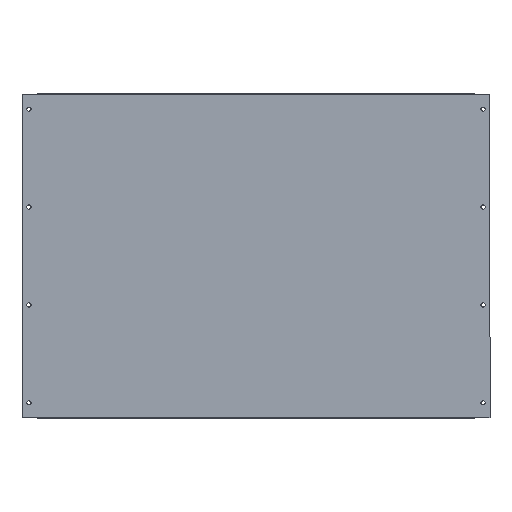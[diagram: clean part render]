
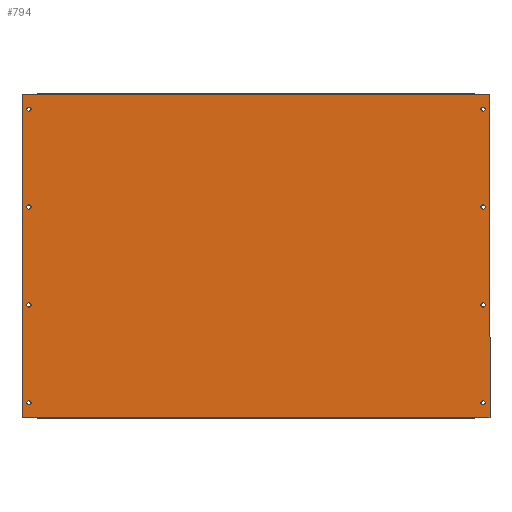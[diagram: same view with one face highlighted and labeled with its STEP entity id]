
A CAD part, top view. The second image highlights one B-rep face of the part: STEP entity #794.
In plain terms, the highlighted planar face has unit normal (0, 0, 1).
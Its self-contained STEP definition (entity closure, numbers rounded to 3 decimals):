
#2 = DIRECTION ( 'NONE',  ( 1., 0., 0. ) ) ;
#5 = LINE ( 'NONE', #482, #28 ) ;
#20 = DIRECTION ( 'NONE',  ( 0., -1., 0. ) ) ;
#24 = VERTEX_POINT ( 'NONE', #1006 ) ;
#26 = ORIENTED_EDGE ( 'NONE', *, *, #615, .T. ) ;
#28 = VECTOR ( 'NONE', #806, 1000. ) ;
#32 = AXIS2_PLACEMENT_3D ( 'NONE', #787, #778, #773 ) ;
#33 = AXIS2_PLACEMENT_3D ( 'NONE', #310, #795, #234 ) ;
#48 = VECTOR ( 'NONE', #154, 1000. ) ;
#49 = DIRECTION ( 'NONE',  ( -1., 0., 0. ) ) ;
#59 = EDGE_CURVE ( 'NONE', #270, #689, #5, .T. ) ;
#66 = AXIS2_PLACEMENT_3D ( 'NONE', #686, #582, #139 ) ;
#76 = CARTESIAN_POINT ( 'NONE',  ( 10.6, 472.5, 0. ) ) ;
#77 = EDGE_LOOP ( 'NONE', ( #973 ) ) ;
#83 = CARTESIAN_POINT ( 'NONE',  ( 10.6, 22.5, 0. ) ) ;
#84 = FACE_BOUND ( 'NONE', #733, .T. ) ;
#105 = FACE_BOUND ( 'NONE', #166, .T. ) ;
#106 = CIRCLE ( 'NONE', #186, 3.25 ) ;
#113 = VERTEX_POINT ( 'NONE', #799 ) ;
#119 = DIRECTION ( 'NONE',  ( 0., 0., -1. ) ) ;
#128 = EDGE_CURVE ( 'NONE', #426, #426, #581, .T. ) ;
#130 = VECTOR ( 'NONE', #349, 1000. ) ;
#139 = DIRECTION ( 'NONE',  ( -1., 0., 0. ) ) ;
#148 = DIRECTION ( 'NONE',  ( -1., 0., 0. ) ) ;
#149 = CARTESIAN_POINT ( 'NONE',  ( 693.5, 0., 0. ) ) ;
#150 = ORIENTED_EDGE ( 'NONE', *, *, #271, .T. ) ;
#154 = DIRECTION ( 'NONE',  ( -1., 0., 0. ) ) ;
#157 = EDGE_CURVE ( 'NONE', #217, #217, #972, .T. ) ;
#166 = EDGE_LOOP ( 'NONE', ( #920 ) ) ;
#179 = ORIENTED_EDGE ( 'NONE', *, *, #59, .T. ) ;
#183 = AXIS2_PLACEMENT_3D ( 'NONE', #76, #119, #148 ) ;
#186 = AXIS2_PLACEMENT_3D ( 'NONE', #344, #1007, #49 ) ;
#194 = VERTEX_POINT ( 'NONE', #425 ) ;
#214 = AXIS2_PLACEMENT_3D ( 'NONE', #338, #1016, #415 ) ;
#215 = EDGE_LOOP ( 'NONE', ( #801 ) ) ;
#217 = VERTEX_POINT ( 'NONE', #411 ) ;
#218 = ORIENTED_EDGE ( 'NONE', *, *, #438, .T. ) ;
#219 = CIRCLE ( 'NONE', #661, 3.25 ) ;
#222 = VERTEX_POINT ( 'NONE', #544 ) ;
#224 = EDGE_CURVE ( 'NONE', #956, #113, #242, .T. ) ;
#233 = EDGE_CURVE ( 'NONE', #24, #24, #889, .T. ) ;
#234 = DIRECTION ( 'NONE',  ( -1., 0., 0. ) ) ;
#242 = LINE ( 'NONE', #860, #48 ) ;
#244 = CARTESIAN_POINT ( 'NONE',  ( 7.35, 172.5, 0. ) ) ;
#247 = DIRECTION ( 'NONE',  ( 0., 0., -1. ) ) ;
#258 = LINE ( 'NONE', #745, #856 ) ;
#270 = VERTEX_POINT ( 'NONE', #622 ) ;
#271 = EDGE_CURVE ( 'NONE', #835, #835, #219, .T. ) ;
#278 = FACE_BOUND ( 'NONE', #525, .T. ) ;
#302 = LINE ( 'NONE', #786, #130 ) ;
#303 = CARTESIAN_POINT ( 'NONE',  ( 10.6, 172.5, 0. ) ) ;
#310 = CARTESIAN_POINT ( 'NONE',  ( 706.4, 172.5, 0. ) ) ;
#324 = ORIENTED_EDGE ( 'NONE', *, *, #651, .F. ) ;
#337 = LINE ( 'NONE', #623, #361 ) ;
#338 = CARTESIAN_POINT ( 'NONE',  ( 706.4, 22.5, 0. ) ) ;
#340 = VECTOR ( 'NONE', #556, 1000. ) ;
#344 = CARTESIAN_POINT ( 'NONE',  ( 706.4, 322.5, 0. ) ) ;
#349 = DIRECTION ( 'NONE',  ( 0., 1., 0. ) ) ;
#359 = EDGE_LOOP ( 'NONE', ( #433, #855, #324, #179, #1020, #218, #915, #919 ) ) ;
#361 = VECTOR ( 'NONE', #2, 1000. ) ;
#365 = DIRECTION ( 'NONE',  ( 0., 0., -1. ) ) ;
#369 = EDGE_LOOP ( 'NONE', ( #981 ) ) ;
#376 = VERTEX_POINT ( 'NONE', #244 ) ;
#378 = CARTESIAN_POINT ( 'NONE',  ( 703.15, 322.5, 0. ) ) ;
#380 = CARTESIAN_POINT ( 'NONE',  ( 10.6, 322.5, 0. ) ) ;
#392 = EDGE_CURVE ( 'NONE', #546, #222, #258, .T. ) ;
#398 = VERTEX_POINT ( 'NONE', #710 ) ;
#411 = CARTESIAN_POINT ( 'NONE',  ( 7.35, 472.5, 0. ) ) ;
#413 = EDGE_CURVE ( 'NONE', #398, #398, #452, .T. ) ;
#414 = CARTESIAN_POINT ( 'NONE',  ( 703.15, 172.5, 0. ) ) ;
#415 = DIRECTION ( 'NONE',  ( -1., 0., 0. ) ) ;
#425 = CARTESIAN_POINT ( 'NONE',  ( 703.15, 22.5, 0. ) ) ;
#426 = VERTEX_POINT ( 'NONE', #414 ) ;
#432 = EDGE_CURVE ( 'NONE', #194, #194, #640, .T. ) ;
#433 = ORIENTED_EDGE ( 'NONE', *, *, #707, .T. ) ;
#434 = DIRECTION ( 'NONE',  ( -1., 0., 0. ) ) ;
#438 = EDGE_CURVE ( 'NONE', #825, #443, #526, .T. ) ;
#443 = VERTEX_POINT ( 'NONE', #767 ) ;
#445 = AXIS2_PLACEMENT_3D ( 'NONE', #380, #462, #705 ) ;
#449 = EDGE_CURVE ( 'NONE', #1024, #1024, #106, .T. ) ;
#450 = ORIENTED_EDGE ( 'NONE', *, *, #432, .T. ) ;
#452 = CIRCLE ( 'NONE', #66, 3.25 ) ;
#458 = DIRECTION ( 'NONE',  ( -1., 0., 0. ) ) ;
#462 = DIRECTION ( 'NONE',  ( 0., 0., -1. ) ) ;
#471 = EDGE_CURVE ( 'NONE', #689, #825, #302, .T. ) ;
#482 = CARTESIAN_POINT ( 'NONE',  ( 0., 0., 0. ) ) ;
#493 = FACE_BOUND ( 'NONE', #369, .T. ) ;
#507 = VECTOR ( 'NONE', #20, 1000. ) ;
#525 = EDGE_LOOP ( 'NONE', ( #26 ) ) ;
#526 = LINE ( 'NONE', #822, #962 ) ;
#533 = CARTESIAN_POINT ( 'NONE',  ( 23.5, 495., 0. ) ) ;
#535 = LINE ( 'NONE', #1028, #507 ) ;
#544 = CARTESIAN_POINT ( 'NONE',  ( 23.5, 0., 0. ) ) ;
#546 = VERTEX_POINT ( 'NONE', #875 ) ;
#556 = DIRECTION ( 'NONE',  ( -1., 0., 0. ) ) ;
#581 = CIRCLE ( 'NONE', #33, 3.25 ) ;
#582 = DIRECTION ( 'NONE',  ( 0., 0., -1. ) ) ;
#615 = EDGE_CURVE ( 'NONE', #376, #376, #1015, .T. ) ;
#622 = CARTESIAN_POINT ( 'NONE',  ( 693.5, 0., 0. ) ) ;
#623 = CARTESIAN_POINT ( 'NONE',  ( 23.5, 495., 0. ) ) ;
#640 = CIRCLE ( 'NONE', #214, 3.25 ) ;
#651 = EDGE_CURVE ( 'NONE', #270, #222, #992, .T. ) ;
#661 = AXIS2_PLACEMENT_3D ( 'NONE', #83, #365, #458 ) ;
#683 = FACE_OUTER_BOUND ( 'NONE', #359, .T. ) ;
#686 = CARTESIAN_POINT ( 'NONE',  ( 706.4, 472.5, 0. ) ) ;
#689 = VERTEX_POINT ( 'NONE', #1022 ) ;
#705 = DIRECTION ( 'NONE',  ( -1., 0., 0. ) ) ;
#707 = EDGE_CURVE ( 'NONE', #113, #546, #535, .T. ) ;
#709 = FACE_BOUND ( 'NONE', #823, .T. ) ;
#710 = CARTESIAN_POINT ( 'NONE',  ( 703.15, 472.5, 0. ) ) ;
#712 = DIRECTION ( 'NONE',  ( -1., 0., 0. ) ) ;
#733 = EDGE_LOOP ( 'NONE', ( #150 ) ) ;
#736 = CARTESIAN_POINT ( 'NONE',  ( 717., 495., 0. ) ) ;
#745 = CARTESIAN_POINT ( 'NONE',  ( 0., 0., 0. ) ) ;
#767 = CARTESIAN_POINT ( 'NONE',  ( 693.5, 495., 0. ) ) ;
#773 = DIRECTION ( 'NONE',  ( -1., 0., 0. ) ) ;
#778 = DIRECTION ( 'NONE',  ( 0., 0., -1. ) ) ;
#786 = CARTESIAN_POINT ( 'NONE',  ( 717., 0., 0. ) ) ;
#787 = CARTESIAN_POINT ( 'NONE',  ( 0., 0., 0. ) ) ;
#794 = ADVANCED_FACE ( 'NONE', ( #887, #709, #105, #493, #278, #929, #84, #896, #683 ), #796, .F. ) ;
#795 = DIRECTION ( 'NONE',  ( 0., 0., -1. ) ) ;
#796 = PLANE ( 'NONE',  #32 ) ;
#799 = CARTESIAN_POINT ( 'NONE',  ( 0., 495., 0. ) ) ;
#801 = ORIENTED_EDGE ( 'NONE', *, *, #157, .T. ) ;
#806 = DIRECTION ( 'NONE',  ( 1., 0., 0. ) ) ;
#822 = CARTESIAN_POINT ( 'NONE',  ( 0., 495., 0. ) ) ;
#823 = EDGE_LOOP ( 'NONE', ( #1011 ) ) ;
#825 = VERTEX_POINT ( 'NONE', #736 ) ;
#835 = VERTEX_POINT ( 'NONE', #1013 ) ;
#839 = DIRECTION ( 'NONE',  ( 1., 0., 0. ) ) ;
#855 = ORIENTED_EDGE ( 'NONE', *, *, #392, .T. ) ;
#856 = VECTOR ( 'NONE', #839, 1000. ) ;
#860 = CARTESIAN_POINT ( 'NONE',  ( 0., 495., 0. ) ) ;
#875 = CARTESIAN_POINT ( 'NONE',  ( 0., 0., 0. ) ) ;
#887 = FACE_BOUND ( 'NONE', #215, .T. ) ;
#889 = CIRCLE ( 'NONE', #445, 3.25 ) ;
#896 = FACE_BOUND ( 'NONE', #955, .T. ) ;
#915 = ORIENTED_EDGE ( 'NONE', *, *, #930, .F. ) ;
#919 = ORIENTED_EDGE ( 'NONE', *, *, #224, .T. ) ;
#920 = ORIENTED_EDGE ( 'NONE', *, *, #233, .T. ) ;
#929 = FACE_BOUND ( 'NONE', #77, .T. ) ;
#930 = EDGE_CURVE ( 'NONE', #956, #443, #337, .T. ) ;
#948 = AXIS2_PLACEMENT_3D ( 'NONE', #303, #247, #712 ) ;
#955 = EDGE_LOOP ( 'NONE', ( #450 ) ) ;
#956 = VERTEX_POINT ( 'NONE', #533 ) ;
#962 = VECTOR ( 'NONE', #434, 1000. ) ;
#972 = CIRCLE ( 'NONE', #183, 3.25 ) ;
#973 = ORIENTED_EDGE ( 'NONE', *, *, #128, .T. ) ;
#981 = ORIENTED_EDGE ( 'NONE', *, *, #449, .T. ) ;
#992 = LINE ( 'NONE', #149, #340 ) ;
#1006 = CARTESIAN_POINT ( 'NONE',  ( 7.35, 322.5, 0. ) ) ;
#1007 = DIRECTION ( 'NONE',  ( 0., 0., -1. ) ) ;
#1011 = ORIENTED_EDGE ( 'NONE', *, *, #413, .T. ) ;
#1013 = CARTESIAN_POINT ( 'NONE',  ( 7.35, 22.5, 0. ) ) ;
#1015 = CIRCLE ( 'NONE', #948, 3.25 ) ;
#1016 = DIRECTION ( 'NONE',  ( 0., 0., -1. ) ) ;
#1020 = ORIENTED_EDGE ( 'NONE', *, *, #471, .T. ) ;
#1022 = CARTESIAN_POINT ( 'NONE',  ( 717., 0., 0. ) ) ;
#1024 = VERTEX_POINT ( 'NONE', #378 ) ;
#1028 = CARTESIAN_POINT ( 'NONE',  ( 0., 0., 0. ) ) ;
